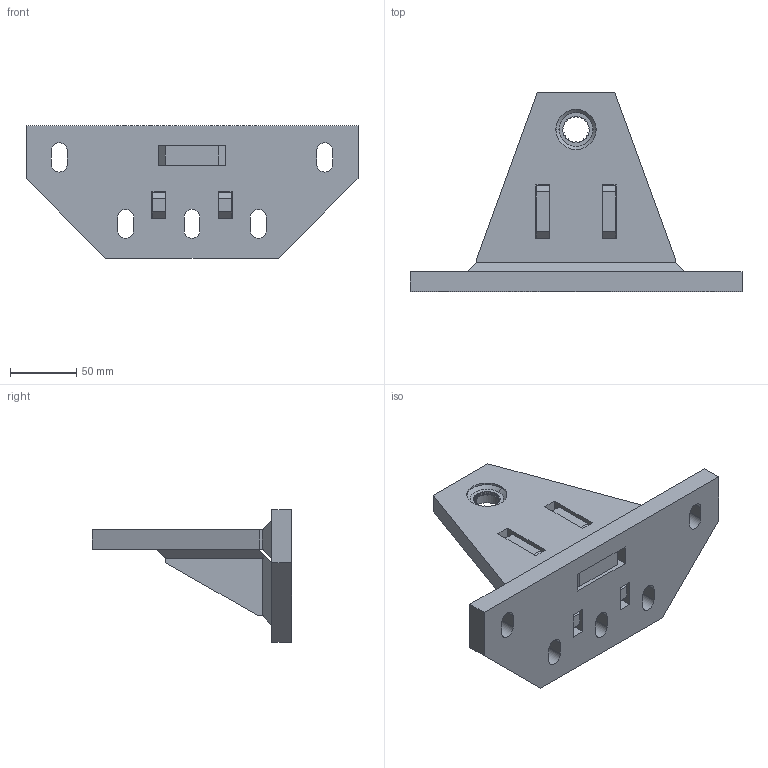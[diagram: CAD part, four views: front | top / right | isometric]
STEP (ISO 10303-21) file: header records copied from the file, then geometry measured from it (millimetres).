
FILE_DESCRIPTION (( 'STEP AP203' ), '1' );
FILE_NAME ('OUT_EQUERRE AXE ROUE_23032022.STEP', '2022-03-23T08:24:31', ( '' ), ( '' ), 'SwSTEP 2.0', 'SolidWorks 2020', '' );
FILE_SCHEMA (( 'CONFIG_CONTROL_DESIGN' ));
Length unit declared in the file: millimetre
Products named in the file (1): OUT_EQUERRE AXE ROUE_23032022
Bounding box: 250 x 150 x 100 mm (x, y, z)
Volume: 578256 mm3; surface area: 137588.8 mm2
Topology: 11 solids, 11 shells, 246 faces, 658 edges, 434 vertices
Faces by surface type: plane 199, cylinder 45, cone 2
Entity records: 7695 total; most frequent: CARTESIAN_POINT 1339, ORIENTED_EDGE 1316, DIRECTION 1244, EDGE_CURVE 658, LINE 566, VECTOR 566, VERTEX_POINT 434, AXIS2_PLACEMENT_3D 339
